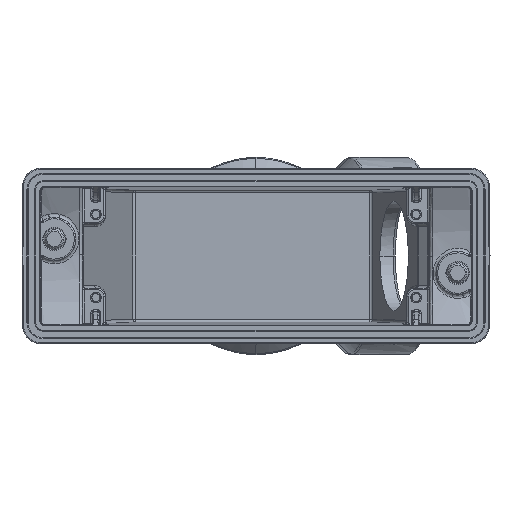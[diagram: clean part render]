
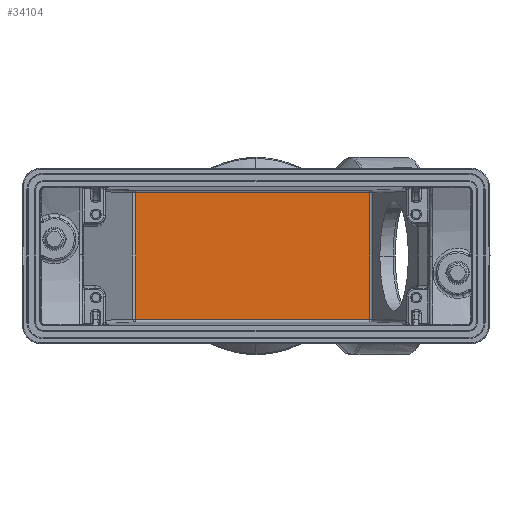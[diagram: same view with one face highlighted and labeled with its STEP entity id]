
A CAD part, front view. The second image highlights one B-rep face of the part: STEP entity #34104.
In plain terms, the highlighted planar face has unit normal (0, -1, 0).
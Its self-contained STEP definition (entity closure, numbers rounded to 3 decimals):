
#21303=DIRECTION('',(1.,0.,0.));
#21304=VECTOR('',#21303,76.066);
#21305=CARTESIAN_POINT('',(-39.068,105.,20.51));
#21306=LINE('',#21305,#21304);
#21307=DIRECTION('',(1.,0.,0.));
#21308=VECTOR('',#21307,76.066);
#21309=CARTESIAN_POINT('',(-39.068,105.,-20.51));
#21310=LINE('',#21309,#21308);
#21325=DIRECTION('',(0.,0.,1.));
#21326=VECTOR('',#21325,41.021);
#21327=CARTESIAN_POINT('',(36.998,105.,-20.51));
#21328=LINE('',#21327,#21326);
#25907=DIRECTION('',(0.,0.,-1.));
#25908=VECTOR('',#25907,41.021);
#25909=CARTESIAN_POINT('',(-39.068,105.,20.51));
#25910=LINE('',#25909,#25908);
#30365=CARTESIAN_POINT('',(36.998,105.,20.51));
#30367=VERTEX_POINT('',#30365);
#30368=CARTESIAN_POINT('',(-39.068,105.,20.51));
#30369=VERTEX_POINT('',#30368);
#30372=CARTESIAN_POINT('',(-39.068,105.,-20.51));
#30373=CARTESIAN_POINT('',(36.998,105.,-20.51));
#30374=VERTEX_POINT('',#30372);
#30375=VERTEX_POINT('',#30373);
#34090=CARTESIAN_POINT('',(-1.035,105.,0.));
#34091=DIRECTION('',(0.,1.,0.));
#34092=DIRECTION('',(-1.,0.,0.));
#34093=AXIS2_PLACEMENT_3D('',#34090,#34091,#34092);
#34094=PLANE('',#34093);
#34096=ORIENTED_EDGE('',*,*,#34095,.F.);
#34098=ORIENTED_EDGE('',*,*,#34097,.F.);
#34099=ORIENTED_EDGE('',*,*,#34080,.T.);
#34101=ORIENTED_EDGE('',*,*,#34100,.F.);
#34102=EDGE_LOOP('',(#34096,#34098,#34099,#34101));
#34103=FACE_OUTER_BOUND('',#34102,.F.);
#34104=ADVANCED_FACE('',(#34103),#34094,.F.);
#34080=EDGE_CURVE('',#30369,#30367,#21306,.T.);
#34095=EDGE_CURVE('',#30374,#30375,#21310,.T.);
#34097=EDGE_CURVE('',#30369,#30374,#25910,.T.);
#34100=EDGE_CURVE('',#30375,#30367,#21328,.T.);
